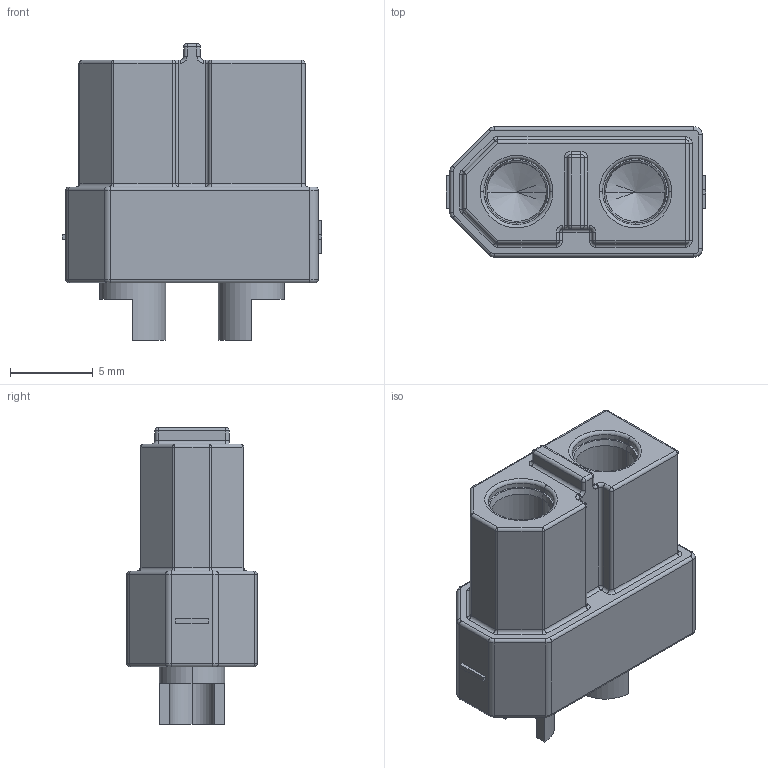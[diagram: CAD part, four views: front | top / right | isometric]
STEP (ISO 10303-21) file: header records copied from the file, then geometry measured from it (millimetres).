
FILE_DESCRIPTION (( 'STEP AP214' ), '1' );
FILE_NAME ('CONN-TH_XT60PB-F.STEP', '2022-12-05T02:54:46', ( '' ), ( '' ), 'SwSTEP 2.0', 'SolidWorks 2020', '' );
FILE_SCHEMA (( 'AUTOMOTIVE_DESIGN' ));
Length unit declared in the file: millimetre
Products named in the file (1): CONN-TH_XT60PB-F
Bounding box: 15.7 x 7.9 x 18 mm (x, y, z)
Volume: 1006.6 mm3; surface area: 1289.6 mm2
Topology: 1 solids, 1 shells, 414 faces, 1053 edges, 655 vertices
Faces by surface type: plane 181, bspline 98, cylinder 79, torus 30, sphere 14, cone 12
Entity records: 17358 total; most frequent: CARTESIAN_POINT 3413, ORIENTED_EDGE 2074, DIRECTION 1680, EDGE_CURVE 1037, VERTEX_POINT 655, VECTOR 628, LINE 628, AXIS2_PLACEMENT_3D 526
